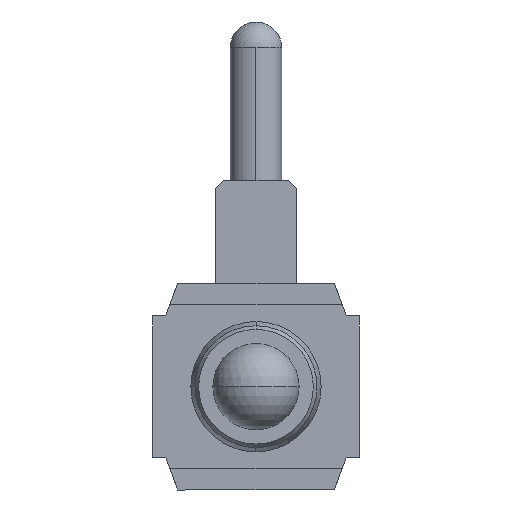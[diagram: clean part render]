
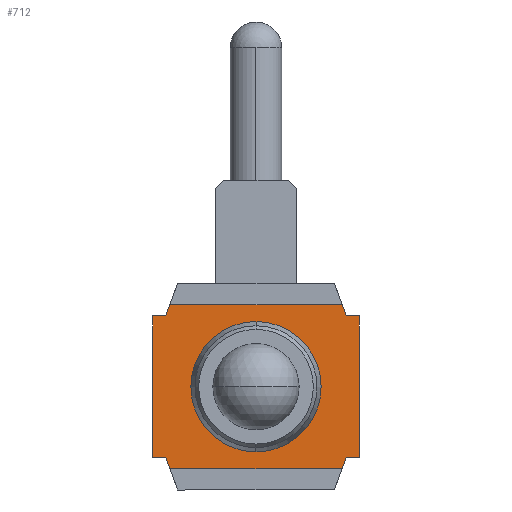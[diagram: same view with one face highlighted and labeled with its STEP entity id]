
A CAD part, front view. The second image highlights one B-rep face of the part: STEP entity #712.
In plain terms, the highlighted planar face has unit normal (0, -1, 0).
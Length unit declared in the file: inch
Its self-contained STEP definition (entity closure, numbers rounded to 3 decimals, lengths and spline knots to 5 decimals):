
#35 = VECTOR ( 'NONE', #817, 39.37008 ) ;
#38 = CARTESIAN_POINT ( 'NONE',  ( 0.03797, -0.15319, -0.08155 ) ) ;
#73 = ORIENTED_EDGE ( 'NONE', *, *, #1786, .T. ) ;
#77 = DIRECTION ( 'NONE',  ( 0.342, 0., -0.94 ) ) ;
#135 = LINE ( 'NONE', #553, #778 ) ;
#154 = EDGE_CURVE ( 'NONE', #1039, #1559, #952, .T. ) ;
#180 = CARTESIAN_POINT ( 'NONE',  ( 0.08797, -0.15319, -0.08425 ) ) ;
#185 = VERTEX_POINT ( 'NONE', #223 ) ;
#186 = VECTOR ( 'NONE', #416, 39.37008 ) ;
#210 = VECTOR ( 'NONE', #1161, 39.37008 ) ;
#215 = VERTEX_POINT ( 'NONE', #598 ) ;
#216 = EDGE_CURVE ( 'NONE', #1039, #1098, #1310, .T. ) ;
#223 = CARTESIAN_POINT ( 'NONE',  ( 0.08797, -0.15319, -0.01575 ) ) ;
#224 = CARTESIAN_POINT ( 'NONE',  ( -0.00373, -0.15319, -0.01024 ) ) ;
#227 = EDGE_LOOP ( 'NONE', ( #1478, #777 ) ) ;
#239 = EDGE_CURVE ( 'NONE', #1559, #1725, #135, .T. ) ;
#275 = VERTEX_POINT ( 'NONE', #38 ) ;
#322 = CARTESIAN_POINT ( 'NONE',  ( -0.01203, -0.15319, -0.01575 ) ) ;
#338 = AXIS2_PLACEMENT_3D ( 'NONE', #1407, #1267, #550 ) ;
#343 = LINE ( 'NONE', #180, #721 ) ;
#364 = EDGE_CURVE ( 'NONE', #608, #747, #1038, .T. ) ;
#389 = EDGE_CURVE ( 'NONE', #185, #755, #1290, .T. ) ;
#416 = DIRECTION ( 'NONE',  ( 0.342, 0., 0.94 ) ) ;
#436 = ORIENTED_EDGE ( 'NONE', *, *, #239, .T. ) ;
#471 = DIRECTION ( 'NONE',  ( 0., 0., 1. ) ) ;
#475 = EDGE_LOOP ( 'NONE', ( #918, #582, #73, #863, #1807, #703, #686, #436, #991, #1111, #1306, #788 ) ) ;
#503 = DIRECTION ( 'NONE',  ( 1., 0., 0. ) ) ;
#508 = EDGE_CURVE ( 'NONE', #915, #848, #1027, .T. ) ;
#515 = VERTEX_POINT ( 'NONE', #939 ) ;
#528 = DIRECTION ( 'NONE',  ( 0., 1., 0. ) ) ;
#537 = DIRECTION ( 'NONE',  ( 0., 0., 1. ) ) ;
#550 = DIRECTION ( 'NONE',  ( 0., 0., 1. ) ) ;
#553 = CARTESIAN_POINT ( 'NONE',  ( -0.01203, -0.15319, -0.01575 ) ) ;
#554 = CARTESIAN_POINT ( 'NONE',  ( 0.07966, -0.15319, -0.01024 ) ) ;
#582 = ORIENTED_EDGE ( 'NONE', *, *, #1840, .T. ) ;
#598 = CARTESIAN_POINT ( 'NONE',  ( 0.08797, -0.15319, -0.08425 ) ) ;
#608 = VERTEX_POINT ( 'NONE', #1337 ) ;
#682 = CARTESIAN_POINT ( 'NONE',  ( 0.07593, -0.15319, -0.1 ) ) ;
#686 = ORIENTED_EDGE ( 'NONE', *, *, #154, .T. ) ;
#692 = CARTESIAN_POINT ( 'NONE',  ( -0.01203, -0.15319, -0.08976 ) ) ;
#703 = ORIENTED_EDGE ( 'NONE', *, *, #216, .F. ) ;
#712 = ADVANCED_FACE ( 'NONE', ( #1270, #1806 ), #1262, .F. ) ;
#721 = VECTOR ( 'NONE', #1041, 39.37008 ) ;
#734 = CARTESIAN_POINT ( 'NONE',  ( -0.01203, -0.15319, -0.08976 ) ) ;
#747 = VERTEX_POINT ( 'NONE', #1119 ) ;
#753 = VECTOR ( 'NONE', #77, 39.37008 ) ;
#755 = VERTEX_POINT ( 'NONE', #1127 ) ;
#758 = DIRECTION ( 'NONE',  ( 0., 0., 1. ) ) ;
#777 = ORIENTED_EDGE ( 'NONE', *, *, #1519, .F. ) ;
#778 = VECTOR ( 'NONE', #1541, 39.37008 ) ;
#788 = ORIENTED_EDGE ( 'NONE', *, *, #508, .T. ) ;
#817 = DIRECTION ( 'NONE',  ( 0., 0., 1. ) ) ;
#848 = VERTEX_POINT ( 'NONE', #1585 ) ;
#863 = ORIENTED_EDGE ( 'NONE', *, *, #389, .T. ) ;
#867 = CARTESIAN_POINT ( 'NONE',  ( 0.08797, -0.15319, -0.01575 ) ) ;
#886 = DIRECTION ( 'NONE',  ( -1., 0., 0. ) ) ;
#890 = AXIS2_PLACEMENT_3D ( 'NONE', #1354, #935, #471 ) ;
#915 = VERTEX_POINT ( 'NONE', #1513 ) ;
#918 = ORIENTED_EDGE ( 'NONE', *, *, #1457, .T. ) ;
#929 = VECTOR ( 'NONE', #886, 39.37008 ) ;
#935 = DIRECTION ( 'NONE',  ( 0., -1., 0. ) ) ;
#939 = CARTESIAN_POINT ( 'NONE',  ( 0.08167, -0.15319, -0.08425 ) ) ;
#952 = LINE ( 'NONE', #1630, #1405 ) ;
#964 = DIRECTION ( 'NONE',  ( -0.342, 0., -0.94 ) ) ;
#986 = AXIS2_PLACEMENT_3D ( 'NONE', #1536, #528, #537 ) ;
#988 = EDGE_CURVE ( 'NONE', #1108, #275, #1696, .T. ) ;
#991 = ORIENTED_EDGE ( 'NONE', *, *, #1509, .F. ) ;
#1003 = VECTOR ( 'NONE', #1609, 39.37008 ) ;
#1027 = LINE ( 'NONE', #734, #1406 ) ;
#1038 = LINE ( 'NONE', #1172, #210 ) ;
#1039 = VERTEX_POINT ( 'NONE', #224 ) ;
#1041 = DIRECTION ( 'NONE',  ( 1., 0., 0. ) ) ;
#1070 = LINE ( 'NONE', #1460, #753 ) ;
#1089 = CIRCLE ( 'NONE', #338, 0.03155 ) ;
#1098 = VERTEX_POINT ( 'NONE', #554 ) ;
#1108 = VERTEX_POINT ( 'NONE', #1409 ) ;
#1111 = ORIENTED_EDGE ( 'NONE', *, *, #364, .T. ) ;
#1115 = LINE ( 'NONE', #682, #186 ) ;
#1119 = CARTESIAN_POINT ( 'NONE',  ( -0.00573, -0.15319, -0.08425 ) ) ;
#1127 = CARTESIAN_POINT ( 'NONE',  ( 0.08167, -0.15319, -0.01575 ) ) ;
#1161 = DIRECTION ( 'NONE',  ( 1., 0., 0. ) ) ;
#1172 = CARTESIAN_POINT ( 'NONE',  ( -0.01203, -0.15319, -0.08425 ) ) ;
#1185 = CARTESIAN_POINT ( 'NONE',  ( 0.08797, -0.15319, -0.08976 ) ) ;
#1262 = PLANE ( 'NONE',  #986 ) ;
#1267 = DIRECTION ( 'NONE',  ( 0., -1., 0. ) ) ;
#1270 = FACE_OUTER_BOUND ( 'NONE', #475, .T. ) ;
#1290 = LINE ( 'NONE', #867, #929 ) ;
#1306 = ORIENTED_EDGE ( 'NONE', *, *, #1832, .T. ) ;
#1310 = LINE ( 'NONE', #1448, #1758 ) ;
#1337 = CARTESIAN_POINT ( 'NONE',  ( -0.01203, -0.15319, -0.08425 ) ) ;
#1354 = CARTESIAN_POINT ( 'NONE',  ( 0.03797, -0.15319, -0.05 ) ) ;
#1372 = LINE ( 'NONE', #692, #35 ) ;
#1405 = VECTOR ( 'NONE', #964, 39.37008 ) ;
#1406 = VECTOR ( 'NONE', #503, 39.37008 ) ;
#1407 = CARTESIAN_POINT ( 'NONE',  ( 0.03797, -0.15319, -0.05 ) ) ;
#1409 = CARTESIAN_POINT ( 'NONE',  ( 0.03797, -0.15319, -0.01845 ) ) ;
#1448 = CARTESIAN_POINT ( 'NONE',  ( -0.01203, -0.15319, -0.01024 ) ) ;
#1457 = EDGE_CURVE ( 'NONE', #848, #515, #1115, .T. ) ;
#1460 = CARTESIAN_POINT ( 'NONE',  ( 0., -0.15319, -0.1 ) ) ;
#1472 = VECTOR ( 'NONE', #758, 39.37008 ) ;
#1478 = ORIENTED_EDGE ( 'NONE', *, *, #988, .F. ) ;
#1490 = LINE ( 'NONE', #1748, #1003 ) ;
#1509 = EDGE_CURVE ( 'NONE', #608, #1725, #1372, .T. ) ;
#1513 = CARTESIAN_POINT ( 'NONE',  ( -0.00373, -0.15319, -0.08976 ) ) ;
#1519 = EDGE_CURVE ( 'NONE', #275, #1108, #1089, .T. ) ;
#1536 = CARTESIAN_POINT ( 'NONE',  ( -0.01203, -0.15319, -0.08976 ) ) ;
#1541 = DIRECTION ( 'NONE',  ( -1., 0., 0. ) ) ;
#1559 = VERTEX_POINT ( 'NONE', #1567 ) ;
#1567 = CARTESIAN_POINT ( 'NONE',  ( -0.00573, -0.15319, -0.01575 ) ) ;
#1585 = CARTESIAN_POINT ( 'NONE',  ( 0.07966, -0.15319, -0.08976 ) ) ;
#1609 = DIRECTION ( 'NONE',  ( -0.342, 0., 0.94 ) ) ;
#1620 = LINE ( 'NONE', #1185, #1472 ) ;
#1630 = CARTESIAN_POINT ( 'NONE',  ( 0., -0.15319, 0. ) ) ;
#1696 = CIRCLE ( 'NONE', #890, 0.03155 ) ;
#1725 = VERTEX_POINT ( 'NONE', #322 ) ;
#1730 = DIRECTION ( 'NONE',  ( 1., 0., 0. ) ) ;
#1748 = CARTESIAN_POINT ( 'NONE',  ( 0.07593, -0.15319, 0. ) ) ;
#1758 = VECTOR ( 'NONE', #1730, 39.37008 ) ;
#1786 = EDGE_CURVE ( 'NONE', #215, #185, #1620, .T. ) ;
#1806 = FACE_BOUND ( 'NONE', #227, .T. ) ;
#1807 = ORIENTED_EDGE ( 'NONE', *, *, #1808, .T. ) ;
#1808 = EDGE_CURVE ( 'NONE', #755, #1098, #1490, .T. ) ;
#1832 = EDGE_CURVE ( 'NONE', #747, #915, #1070, .T. ) ;
#1840 = EDGE_CURVE ( 'NONE', #515, #215, #343, .T. ) ;
